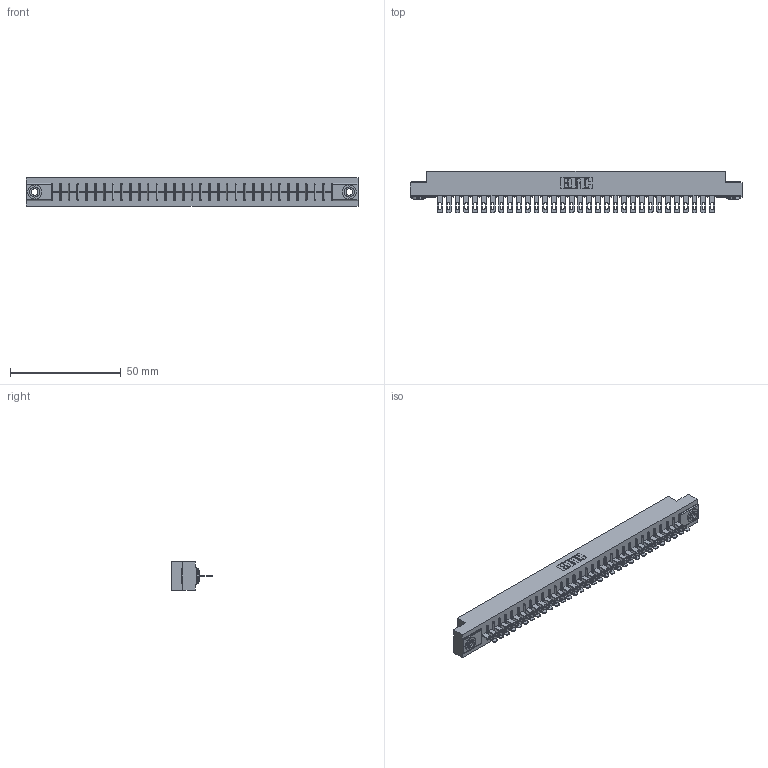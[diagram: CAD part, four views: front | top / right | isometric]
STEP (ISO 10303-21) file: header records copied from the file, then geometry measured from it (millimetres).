
FILE_DESCRIPTION (( 'STEP AP203' ), '1' );
FILE_NAME ('306-032-400-103.STEP', '2020-09-22T02:03:00', ( '' ), ( '' ), 'SwSTEP 2.0', 'SolidWorks 2020', '' );
FILE_SCHEMA (( 'CONFIG_CONTROL_DESIGN' ));
Length unit declared in the file: inch
Products named in the file (4): 345-250-002_345-250-002-102; 306-032-400-103; 306-290-001_100; 306 Part_.156 Dia
Assembly tree (35 placements, depth 2):
  306-032-400-103
    306 Part_.156 Dia
    306-290-001_100  x32
    345-250-002_345-250-002-102  x2
Bounding box: 149.81 x 18.87 x 12.7 mm (x, y, z)
Volume: 16577.8 mm3; surface area: 17729.8 mm2
Topology: 35 solids, 35 shells, 2600 faces, 7308 edges, 4696 vertices
Faces by surface type: plane 1692, cylinder 772, sphere 128, cone 8
Entity records: 32366 total; most frequent: CARTESIAN_POINT 5412, ORIENTED_EDGE 5356, DIRECTION 5352, EDGE_CURVE 2678, LINE 2080, VECTOR 2080, VERTEX_POINT 1696, AXIS2_PLACEMENT_3D 1636
